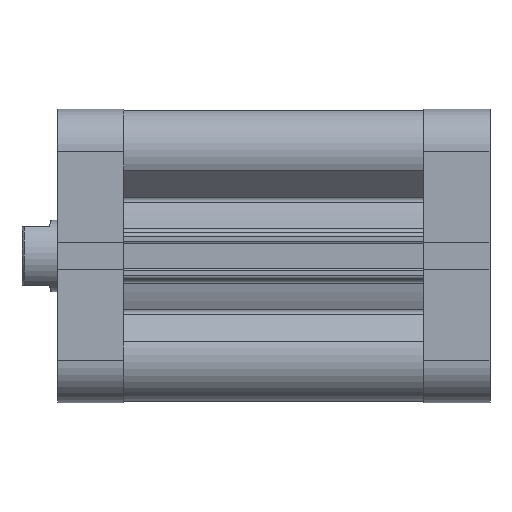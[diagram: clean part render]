
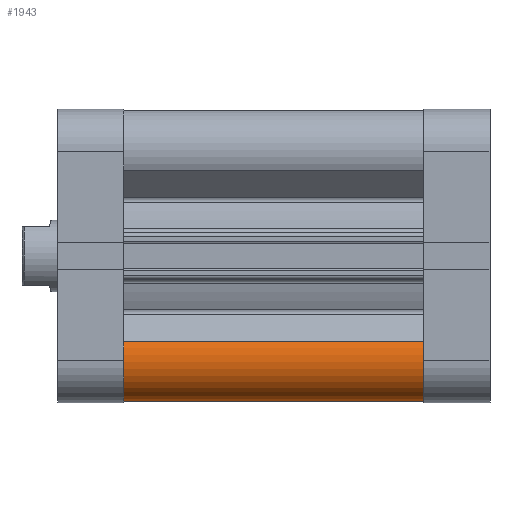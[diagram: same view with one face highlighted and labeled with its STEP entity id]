
A CAD part, front view. The second image highlights one B-rep face of the part: STEP entity #1943.
In plain terms, the highlighted cylindrical face has radius 9.25 mm (diameter 18.5 mm), a partial arc.
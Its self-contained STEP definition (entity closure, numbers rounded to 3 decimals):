
#94 = CIRCLE ( 'NONE', #7766, 9.25 ) ;
#114 = VECTOR ( 'NONE', #1346, 1000. ) ;
#116 = LINE ( 'NONE', #1339, #114 ) ;
#121 = LINE ( 'NONE', #1353, #122 ) ;
#122 = VECTOR ( 'NONE', #1354, 1000. ) ;
#127 = CIRCLE ( 'NONE', #7779, 9.25 ) ;
#1303 = CARTESIAN_POINT ( 'NONE',  ( -23.25, -23.25, 0. ) ) ;
#1309 = DIRECTION ( 'NONE',  ( 0., 0., 1. ) ) ;
#1310 = DIRECTION ( 'NONE',  ( -1., 0., 0. ) ) ;
#1339 = CARTESIAN_POINT ( 'NONE',  ( -32.5, -23.25, 67. ) ) ;
#1346 = DIRECTION ( 'NONE',  ( 0., 0., -1. ) ) ;
#1353 = CARTESIAN_POINT ( 'NONE',  ( -19.184, -31.559, 67. ) ) ;
#1354 = DIRECTION ( 'NONE',  ( 0., 0., -1. ) ) ;
#1355 = CARTESIAN_POINT ( 'NONE',  ( -23.25, -23.25, 67. ) ) ;
#1363 = DIRECTION ( 'NONE',  ( 0., 0., 1. ) ) ;
#1364 = DIRECTION ( 'NONE',  ( -1., 0., 0. ) ) ;
#1943 = ADVANCED_FACE ( 'NONE', ( #6777 ), #6780, .T. ) ;
#3899 = VERTEX_POINT ( 'NONE', #8374 ) ;
#3913 = VERTEX_POINT ( 'NONE', #8388 ) ;
#3924 = VERTEX_POINT ( 'NONE', #8399 ) ;
#3949 = VERTEX_POINT ( 'NONE', #8424 ) ;
#4701 = EDGE_LOOP ( 'NONE', ( #6125, #6123, #6121, #6120 ) ) ;
#6120 = ORIENTED_EDGE ( 'NONE', *, *, #7144, .F. ) ;
#6121 = ORIENTED_EDGE ( 'NONE', *, *, #7126, .T. ) ;
#6123 = ORIENTED_EDGE ( 'NONE', *, *, #7140, .T. ) ;
#6125 = ORIENTED_EDGE ( 'NONE', *, *, #7147, .F. ) ;
#6777 = FACE_OUTER_BOUND ( 'NONE', #4701, .T. ) ;
#6780 = CYLINDRICAL_SURFACE ( 'NONE', #7524, 9.25 ) ;
#7126 = EDGE_CURVE ( 'NONE', #3924, #3899, #94, .T. ) ;
#7140 = EDGE_CURVE ( 'NONE', #3913, #3924, #116, .T. ) ;
#7144 = EDGE_CURVE ( 'NONE', #3949, #3899, #121, .T. ) ;
#7147 = EDGE_CURVE ( 'NONE', #3913, #3949, #127, .T. ) ;
#7524 = AXIS2_PLACEMENT_3D ( 'NONE', #7991, #7990, #7989 ) ;
#7766 = AXIS2_PLACEMENT_3D ( 'NONE', #1303, #1309, #1310 ) ;
#7779 = AXIS2_PLACEMENT_3D ( 'NONE', #1355, #1363, #1364 ) ;
#7989 = DIRECTION ( 'NONE',  ( -1., 0., 0. ) ) ;
#7990 = DIRECTION ( 'NONE',  ( 0., 0., -1. ) ) ;
#7991 = CARTESIAN_POINT ( 'NONE',  ( -23.25, -23.25, 67. ) ) ;
#8374 = CARTESIAN_POINT ( 'NONE',  ( -19.184, -31.559, 0. ) ) ;
#8388 = CARTESIAN_POINT ( 'NONE',  ( -32.5, -23.25, 67. ) ) ;
#8399 = CARTESIAN_POINT ( 'NONE',  ( -32.5, -23.25, 0. ) ) ;
#8424 = CARTESIAN_POINT ( 'NONE',  ( -19.184, -31.559, 67. ) ) ;
